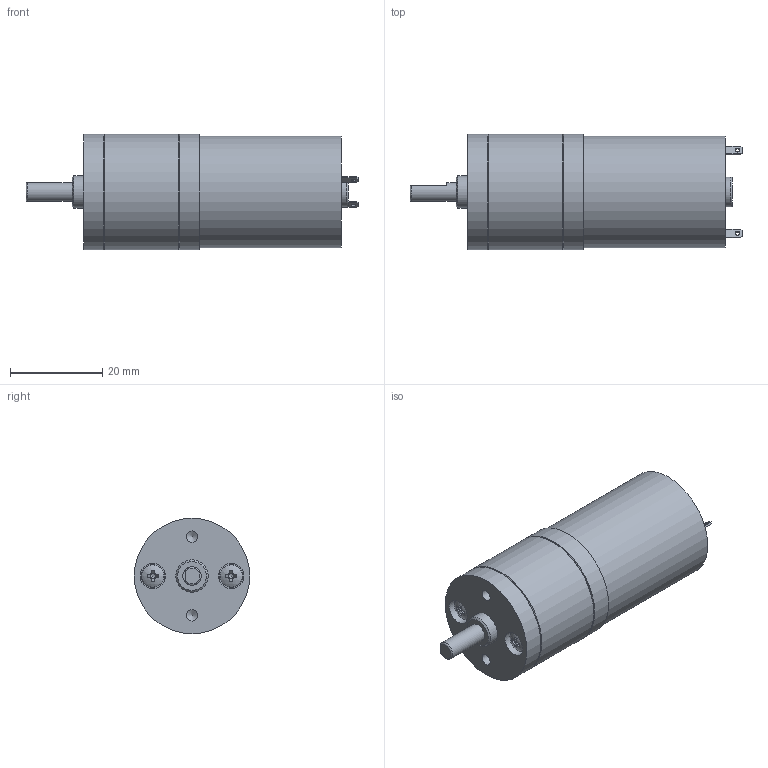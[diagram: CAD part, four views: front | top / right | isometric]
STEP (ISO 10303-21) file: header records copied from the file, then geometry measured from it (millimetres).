
FILE_DESCRIPTION (( 'STEP AP203' ), '1' );
FILE_NAME ('Motor_25GA370-171x-STEP.STEP', '2024-12-06T20:47:19', ( 'Wurs' ), ( '' ), 'SwSTEP 2.0', 'SolidWorks 2022', '' );
FILE_SCHEMA (( 'CONFIG_CONTROL_DESIGN' ));
Length unit declared in the file: millimetre
Products named in the file (3): pan head cross recess screw_din_DIN EN ISO 7045 - M2.5 x 20 - Z - 20N; Motor_25GA370-171x; Motor_25GA370-171x-STEP
Assembly tree (3 placements, depth 2):
  Motor_25GA370-171x-STEP
    Motor_25GA370-171x
    pan head cross recess screw_din_DIN EN ISO 7045 - M2.5 x 20 - Z - 20N  x2
Bounding box: 71.9 x 25 x 25 mm (x, y, z)
Volume: 26282.2 mm3; surface area: 6598.7 mm2
Topology: 3 solids, 3 shells, 156 faces, 342 edges, 213 vertices
Faces by surface type: plane 83, cylinder 38, cone 27, torus 6, sphere 2
Full cylindrical faces by diameter (mm): 1 x4, 2.5 x4, 2.7 x6, 4 x1, 5 x2, 5.5 x2, 6.45 x1, 7 x1, 23.3 x1, 24.2 x1, 25 x3
Entity records: 3369 total; most frequent: DIRECTION 564, CARTESIAN_POINT 545, ORIENTED_EDGE 428, AXIS2_PLACEMENT_3D 238, EDGE_CURVE 214, EDGE_LOOP 181, VERTEX_POINT 155, FACE_OUTER_BOUND 148
